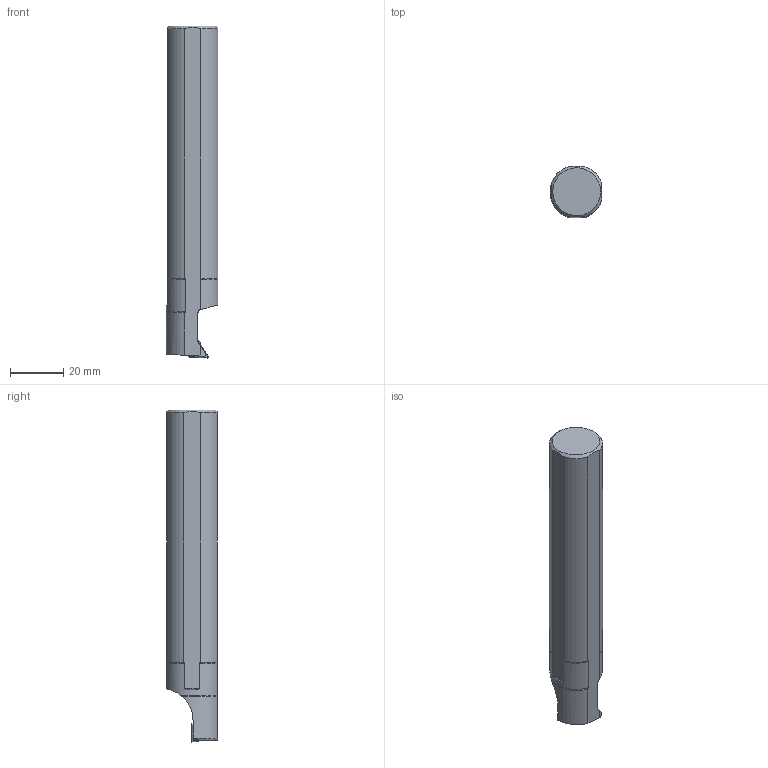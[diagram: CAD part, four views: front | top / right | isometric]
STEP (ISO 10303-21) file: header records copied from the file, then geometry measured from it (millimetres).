
FILE_DESCRIPTION(/* description */ (''),/* implementation_level */ '2;1');
FILE_NAME(/* name */ 'S20K-SDUCL07-S_203266276ndi000_00_SIM.stp',/* time_stamp */ '2021-10-18T10:56:34+02:00',/* author */ (''),/* organization */ (''),/* preprocessor_version */ 'ST-DEVELOPER v16.7',/* originating_system */ 'SIEMENS PLM Software NX 12.0',/* authorisation */ '');
FILE_SCHEMA (('AUTOMOTIVE_DESIGN { 1 0 10303 214 3 1 1 1 }'));
Length unit declared in the file: millimetre
Products named in the file (1): mp5425C870B55t39
Bounding box: 19.5 x 19 x 125 mm (x, y, z)
Volume: 34329.9 mm3; surface area: 8059.9 mm2
Topology: 2 solids, 2 shells, 49 faces, 131 edges, 87 vertices
Faces by surface type: plane 21, cylinder 17, torus 6, cone 5
Full cylindrical faces by diameter (mm): 2.8 x2
Entity records: 1672 total; most frequent: CARTESIAN_POINT 431, ORIENTED_EDGE 248, DIRECTION 247, EDGE_CURVE 124, AXIS2_PLACEMENT_3D 93, VERTEX_POINT 85, LINE 61, VECTOR 61
